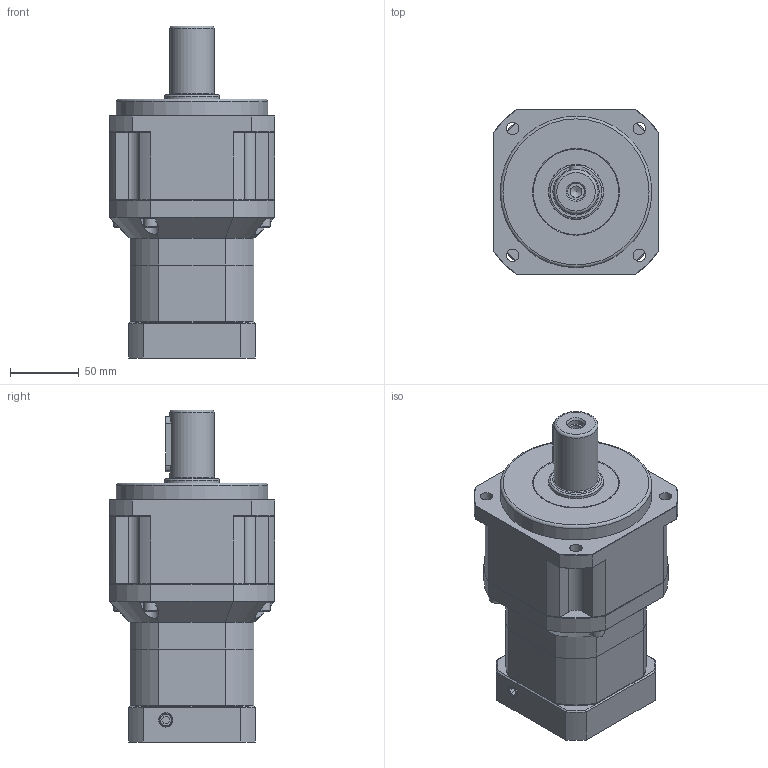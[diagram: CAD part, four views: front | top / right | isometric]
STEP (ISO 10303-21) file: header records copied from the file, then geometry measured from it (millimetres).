
FILE_DESCRIPTION((''),'2;1');
FILE_NAME('KSB-120-2 (70-90-M6).stp','2013-07-29T15:39:50',('young'),(''),'Autodesk Inventor 2012','Autodesk Inventor 2012','');
FILE_SCHEMA(('AUTOMOTIVE_DESIGN { 1 0 10303 214 1 1 1 1 }'));
Length unit declared in the file: millimetre
Products named in the file (1): KSB-120-2 (70-90-M6)
Bounding box: 120 x 120 x 241 mm (x, y, z)
Volume: 1694250.9 mm3; surface area: 217944.4 mm2
Topology: 21 solids, 21 shells, 612 faces, 1409 edges, 886 vertices
Faces by surface type: plane 351, cylinder 143, cone 89, torus 16, bspline 13
Full cylindrical faces by diameter (mm): 4.2 x4, 4.5 x4, 5 x12, 5.1 x1, 6 x9, 6.5 x5, 6.8 x4, 8 x4, 8.433 x2, 8.5 x1, 9 x4, 9.5 x2, 10 x9, 11 x4, 12 x1, 19 x1, 24.9 x1, 26 x1, 28.2 x1, 28.8 x1, 30 x1, 32 x1, 39 x1, 39.8 x1, 40 x1, 45 x2, 62 x2, 68 x1, 70 x1, 78 x2
Entity records: 17104 total; most frequent: CARTESIAN_POINT 3786, DIRECTION 2783, ORIENTED_EDGE 2420, EDGE_CURVE 1210, AXIS2_PLACEMENT_3D 1052, EDGE_LOOP 867, VERTEX_POINT 847, VECTOR 679
